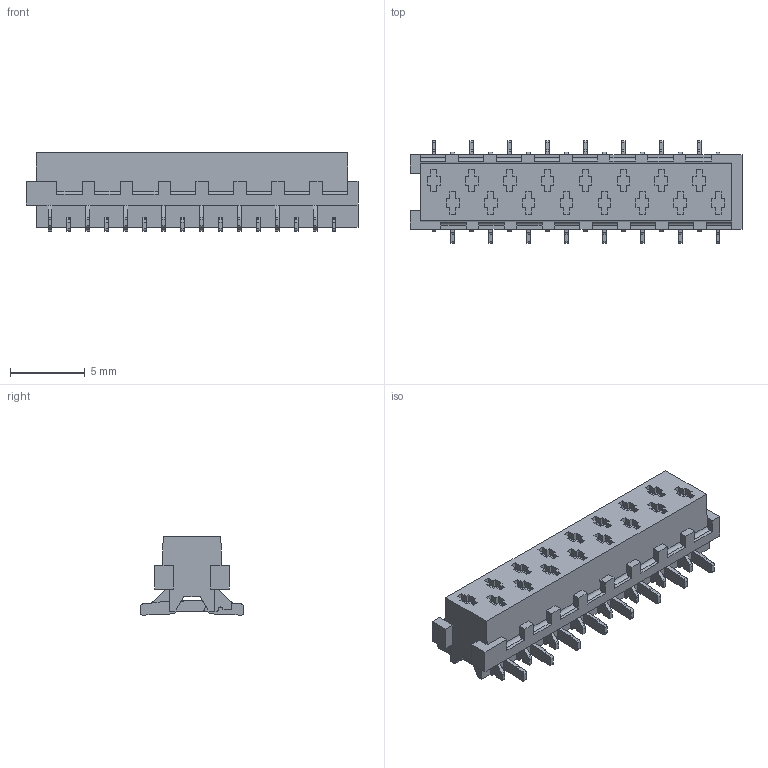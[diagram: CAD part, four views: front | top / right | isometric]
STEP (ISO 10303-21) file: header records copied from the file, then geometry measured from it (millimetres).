
FILE_DESCRIPTION((''),'2;1');
FILE_NAME('C-1-188275-6','2012-08-29T',('workeradm'),('Tyco Electronics Ltd.'),'PRO/ENGINEER BY PARAMETRIC TECHNOLOGY CORPORATION, 2010430','PRO/ENGINEER BY PARAMETRIC TECHNOLOGY CORPORATION, 2010430','');
FILE_SCHEMA(('AUTOMOTIVE_DESIGN { 1 0 10303 214 1 1 1 1 }'));
Length unit declared in the file: millimetre
Products named in the file (1): C-1-188275-6
Bounding box: 22.25 x 6.9 x 5.25 mm (x, y, z)
Volume: 389.7 mm3; surface area: 706.4 mm2
Topology: 1 solids, 1 shells, 760 faces, 2272 edges, 1514 vertices
Faces by surface type: plane 600, cylinder 160
Entity records: 25657 total; most frequent: CARTESIAN_POINT 4548, ORIENTED_EDGE 4544, DIRECTION 4112, EDGE_CURVE 2272, VECTOR 1952, LINE 1952, VERTEX_POINT 1514, AXIS2_PLACEMENT_3D 1080
